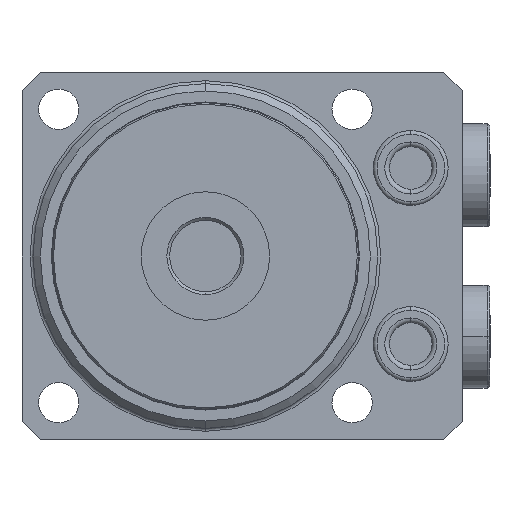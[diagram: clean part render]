
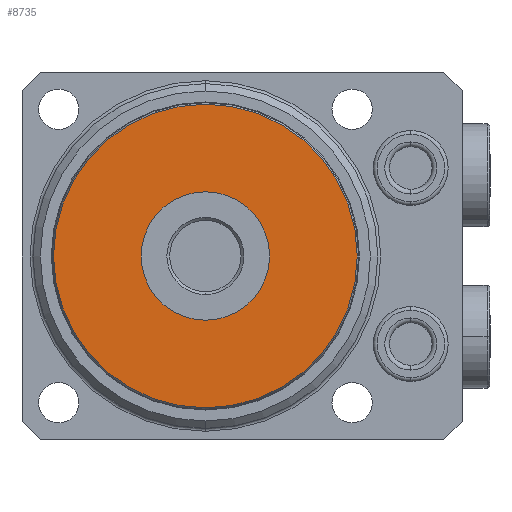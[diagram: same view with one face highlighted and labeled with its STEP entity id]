
A CAD part, front view. The second image highlights one B-rep face of the part: STEP entity #8735.
In plain terms, the highlighted planar face has unit normal (0, -1, 0).
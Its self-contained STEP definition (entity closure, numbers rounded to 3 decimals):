
#127 = DIRECTION ( 'NONE',  ( 0., 0., -1. ) ) ;
#128 = DIRECTION ( 'NONE',  ( 0., -1., 0. ) ) ;
#130 = PLANE ( 'NONE',  #5290 ) ;
#133 = CARTESIAN_POINT ( 'NONE',  ( 0., -93.5, 0. ) ) ;
#734 = DIRECTION ( 'NONE',  ( 0., 0., 1. ) ) ;
#735 = DIRECTION ( 'NONE',  ( 0., 1., 0. ) ) ;
#736 = CARTESIAN_POINT ( 'NONE',  ( 0., -93.5, 0. ) ) ;
#738 = DIRECTION ( 'NONE',  ( 0., 0., -1. ) ) ;
#740 = DIRECTION ( 'NONE',  ( 0., -1., 0. ) ) ;
#741 = CARTESIAN_POINT ( 'NONE',  ( 0., -93.5, 0. ) ) ;
#1692 = CARTESIAN_POINT ( 'NONE',  ( 0., -93.5, -8.75 ) ) ;
#1700 = CARTESIAN_POINT ( 'NONE',  ( 0., -93.5, 8.75 ) ) ;
#1886 = CARTESIAN_POINT ( 'NONE',  ( 0., -93.5, -20.7 ) ) ;
#1937 = CARTESIAN_POINT ( 'NONE',  ( 0., -93.5, 20.7 ) ) ;
#2360 = CIRCLE ( 'NONE', #4776, 20.7 ) ;
#2416 = CIRCLE ( 'NONE', #4810, 8.75 ) ;
#3174 = VERTEX_POINT ( 'NONE', #1937 ) ;
#3194 = VERTEX_POINT ( 'NONE', #1886 ) ;
#3271 = VERTEX_POINT ( 'NONE', #1700 ) ;
#3274 = VERTEX_POINT ( 'NONE', #1692 ) ;
#4054 = EDGE_LOOP ( 'NONE', ( #9289, #9290 ) ) ;
#4167 = EDGE_LOOP ( 'NONE', ( #9291, #9292 ) ) ;
#4174 = EDGE_CURVE ( 'NONE', #3274, #3271, #7552, .T. ) ;
#4176 = EDGE_CURVE ( 'NONE', #3194, #3174, #7549, .T. ) ;
#4733 = AXIS2_PLACEMENT_3D ( 'NONE', #736, #735, #734 ) ;
#4776 = AXIS2_PLACEMENT_3D ( 'NONE', #6008, #6007, #6004 ) ;
#4810 = AXIS2_PLACEMENT_3D ( 'NONE', #6484, #6480, #6478 ) ;
#4853 = AXIS2_PLACEMENT_3D ( 'NONE', #741, #740, #738 ) ;
#5290 = AXIS2_PLACEMENT_3D ( 'NONE', #133, #128, #127 ) ;
#6004 = DIRECTION ( 'NONE',  ( 0., 0., 1. ) ) ;
#6007 = DIRECTION ( 'NONE',  ( 0., 1., 0. ) ) ;
#6008 = CARTESIAN_POINT ( 'NONE',  ( 0., -93.5, 0. ) ) ;
#6478 = DIRECTION ( 'NONE',  ( 0., 0., -1. ) ) ;
#6480 = DIRECTION ( 'NONE',  ( 0., -1., 0. ) ) ;
#6484 = CARTESIAN_POINT ( 'NONE',  ( 0., -93.5, 0. ) ) ;
#7265 = FACE_BOUND ( 'NONE', #4054, .T. ) ;
#7273 = FACE_OUTER_BOUND ( 'NONE', #4167, .T. ) ;
#7549 = CIRCLE ( 'NONE', #4733, 20.7 ) ;
#7552 = CIRCLE ( 'NONE', #4853, 8.75 ) ;
#8735 = ADVANCED_FACE ( 'NONE', ( #7265, #7273 ), #130, .T. ) ;
#9289 = ORIENTED_EDGE ( 'NONE', *, *, #4174, .F. ) ;
#9290 = ORIENTED_EDGE ( 'NONE', *, *, #9780, .F. ) ;
#9291 = ORIENTED_EDGE ( 'NONE', *, *, #9821, .F. ) ;
#9292 = ORIENTED_EDGE ( 'NONE', *, *, #4176, .F. ) ;
#9780 = EDGE_CURVE ( 'NONE', #3271, #3274, #2416, .T. ) ;
#9821 = EDGE_CURVE ( 'NONE', #3174, #3194, #2360, .T. ) ;
